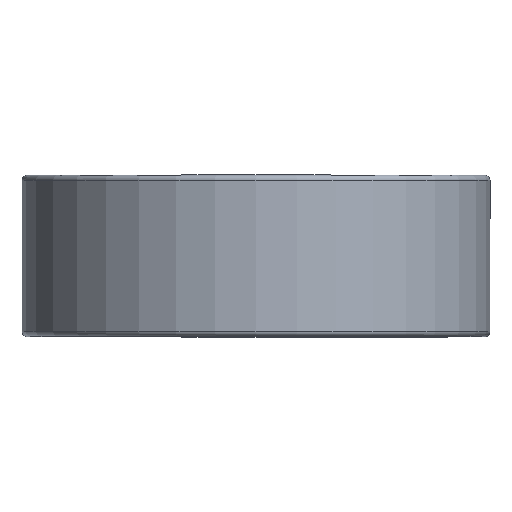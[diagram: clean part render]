
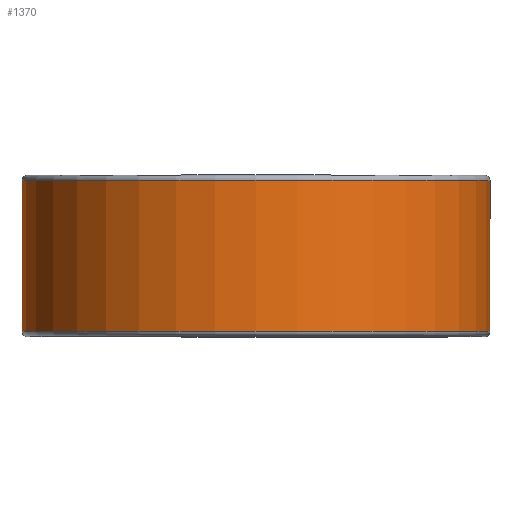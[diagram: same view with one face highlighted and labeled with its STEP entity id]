
A CAD part, top view. The second image highlights one B-rep face of the part: STEP entity #1370.
In plain terms, the highlighted cylindrical face has radius 34.557 mm (diameter 69.113 mm), a partial arc.
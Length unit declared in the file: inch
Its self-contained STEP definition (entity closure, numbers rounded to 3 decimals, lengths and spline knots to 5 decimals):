
#125 = CARTESIAN_POINT ( 'NONE',  ( 1.3605, 0.43875, 0. ) ) ;
#167 = CARTESIAN_POINT ( 'NONE',  ( 0., 0.43875, -1.3605 ) ) ;
#232 = AXIS2_PLACEMENT_3D ( 'NONE', #2142, #1764, #1605 ) ;
#276 = LINE ( 'NONE', #125, #1225 ) ;
#294 = VERTEX_POINT ( 'NONE', #167 ) ;
#346 = CIRCLE ( 'NONE', #1896, 1.3605 ) ;
#417 = CARTESIAN_POINT ( 'NONE',  ( 0., 0.43875, -1.3605 ) ) ;
#470 = DIRECTION ( 'NONE',  ( 0., 0., -1. ) ) ;
#486 = VERTEX_POINT ( 'NONE', #1688 ) ;
#509 = CIRCLE ( 'NONE', #232, 1.3605 ) ;
#594 = EDGE_CURVE ( 'NONE', #2084, #486, #346, .T. ) ;
#651 = DIRECTION ( 'NONE',  ( 0., -1., 0. ) ) ;
#704 = CARTESIAN_POINT ( 'NONE',  ( 1.3605, -0.43875, 0. ) ) ;
#913 = EDGE_CURVE ( 'NONE', #1720, #294, #509, .T. ) ;
#937 = DIRECTION ( 'NONE',  ( 0., 0., -1. ) ) ;
#951 = DIRECTION ( 'NONE',  ( 0., -1., 0. ) ) ;
#973 = CARTESIAN_POINT ( 'NONE',  ( 0., -0.43875, 0. ) ) ;
#1076 = FACE_OUTER_BOUND ( 'NONE', #2143, .T. ) ;
#1153 = AXIS2_PLACEMENT_3D ( 'NONE', #1591, #651, #470 ) ;
#1225 = VECTOR ( 'NONE', #1840, 39.37008 ) ;
#1256 = EDGE_CURVE ( 'NONE', #486, #294, #2443, .T. ) ;
#1370 = ADVANCED_FACE ( 'NONE', ( #1076 ), #1848, .T. ) ;
#1419 = ORIENTED_EDGE ( 'NONE', *, *, #1919, .T. ) ;
#1517 = CARTESIAN_POINT ( 'NONE',  ( 1.3605, 0.43875, 0. ) ) ;
#1591 = CARTESIAN_POINT ( 'NONE',  ( 0., 0.4375, 0. ) ) ;
#1605 = DIRECTION ( 'NONE',  ( 0., 0., -1. ) ) ;
#1688 = CARTESIAN_POINT ( 'NONE',  ( 0., -0.43875, -1.3605 ) ) ;
#1720 = VERTEX_POINT ( 'NONE', #1517 ) ;
#1764 = DIRECTION ( 'NONE',  ( 0., -1., 0. ) ) ;
#1834 = ORIENTED_EDGE ( 'NONE', *, *, #1256, .F. ) ;
#1840 = DIRECTION ( 'NONE',  ( 0., 1., 0. ) ) ;
#1848 = CYLINDRICAL_SURFACE ( 'NONE', #1153, 1.3605 ) ;
#1896 = AXIS2_PLACEMENT_3D ( 'NONE', #973, #951, #937 ) ;
#1919 = EDGE_CURVE ( 'NONE', #2084, #1720, #276, .T. ) ;
#1933 = DIRECTION ( 'NONE',  ( 0., 1., 0. ) ) ;
#1948 = VECTOR ( 'NONE', #1933, 39.37008 ) ;
#1965 = ORIENTED_EDGE ( 'NONE', *, *, #594, .F. ) ;
#2084 = VERTEX_POINT ( 'NONE', #704 ) ;
#2142 = CARTESIAN_POINT ( 'NONE',  ( 0., 0.43875, 0. ) ) ;
#2143 = EDGE_LOOP ( 'NONE', ( #1419, #2235, #1834, #1965 ) ) ;
#2235 = ORIENTED_EDGE ( 'NONE', *, *, #913, .T. ) ;
#2443 = LINE ( 'NONE', #417, #1948 ) ;
